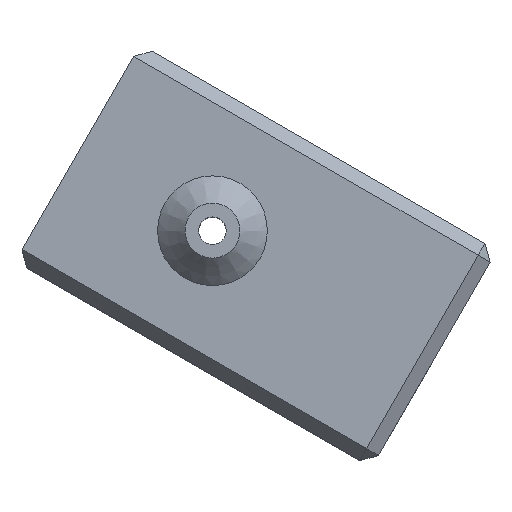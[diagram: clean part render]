
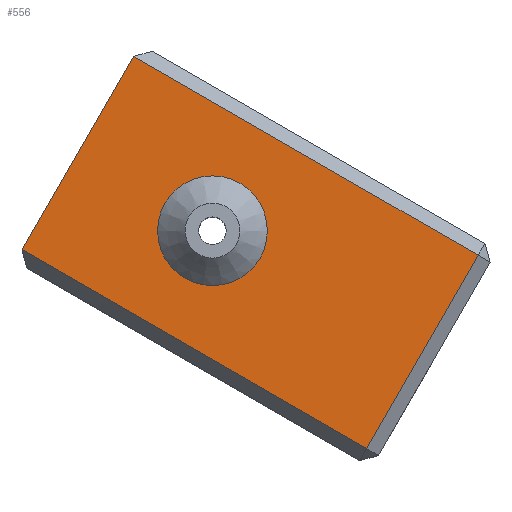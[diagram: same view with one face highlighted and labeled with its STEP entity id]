
A CAD part, top view. The second image highlights one B-rep face of the part: STEP entity #556.
In plain terms, the highlighted planar face has unit normal (0, 0, 1).
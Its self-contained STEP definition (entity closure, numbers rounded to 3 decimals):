
#27=FACE_BOUND('',#91,.T.);
#34=CIRCLE('',#620,6.);
#54=FACE_OUTER_BOUND('',#90,.T.);
#90=EDGE_LOOP('',(#410,#411,#412,#413));
#91=EDGE_LOOP('',(#414));
#130=LINE('',#840,#195);
#140=LINE('',#860,#205);
#144=LINE('',#867,#209);
#153=LINE('',#884,#218);
#195=VECTOR('',#676,10.);
#205=VECTOR('',#694,10.);
#209=VECTOR('',#700,10.);
#218=VECTOR('',#717,10.);
#255=VERTEX_POINT('',#828);
#258=VERTEX_POINT('',#838);
#263=VERTEX_POINT('',#851);
#265=VERTEX_POINT('',#863);
#271=VERTEX_POINT('',#885);
#302=EDGE_CURVE('',#258,#255,#130,.T.);
#312=EDGE_CURVE('',#255,#263,#140,.T.);
#316=EDGE_CURVE('',#263,#265,#144,.T.);
#325=EDGE_CURVE('',#258,#265,#153,.T.);
#326=EDGE_CURVE('',#271,#271,#34,.T.);
#410=ORIENTED_EDGE('',*,*,#316,.F.);
#411=ORIENTED_EDGE('',*,*,#312,.F.);
#412=ORIENTED_EDGE('',*,*,#302,.F.);
#413=ORIENTED_EDGE('',*,*,#325,.T.);
#414=ORIENTED_EDGE('',*,*,#326,.T.);
#524=PLANE('',#619);
#556=ADVANCED_FACE('',(#54,#27),#524,.T.);
#619=AXIS2_PLACEMENT_3D('',#883,#715,#716);
#620=AXIS2_PLACEMENT_3D('',#886,#718,#719);
#676=DIRECTION('',(0.866,-0.5,0.));
#694=DIRECTION('',(-0.5,-0.866,0.));
#700=DIRECTION('',(-0.866,0.5,0.));
#715=DIRECTION('center_axis',(0.,0.,1.));
#716=DIRECTION('ref_axis',(-1.,0.,0.));
#717=DIRECTION('',(-0.5,-0.866,0.));
#718=DIRECTION('center_axis',(0.,0.,-1.));
#719=DIRECTION('ref_axis',(1.,0.,0.));
#828=CARTESIAN_POINT('',(-1136.236,-6.573,12.5));
#838=CARTESIAN_POINT('',(-1173.899,15.172,12.5));
#840=CARTESIAN_POINT('',(-1164.159,9.548,12.5));
#851=CARTESIAN_POINT('',(-1148.436,-27.704,12.5));
#860=CARTESIAN_POINT('',(-1138.911,-11.206,12.5));
#863=CARTESIAN_POINT('',(-1186.099,-5.959,12.5));
#867=CARTESIAN_POINT('',(-1156.877,-22.83,12.5));
#883=CARTESIAN_POINT('Origin',(-1160.518,-6.641,12.5));
#884=CARTESIAN_POINT('',(-1173.149,16.471,12.5));
#885=CARTESIAN_POINT('',(-1171.277,-3.894,12.5));
#886=CARTESIAN_POINT('Origin',(-1165.277,-3.894,12.5));
